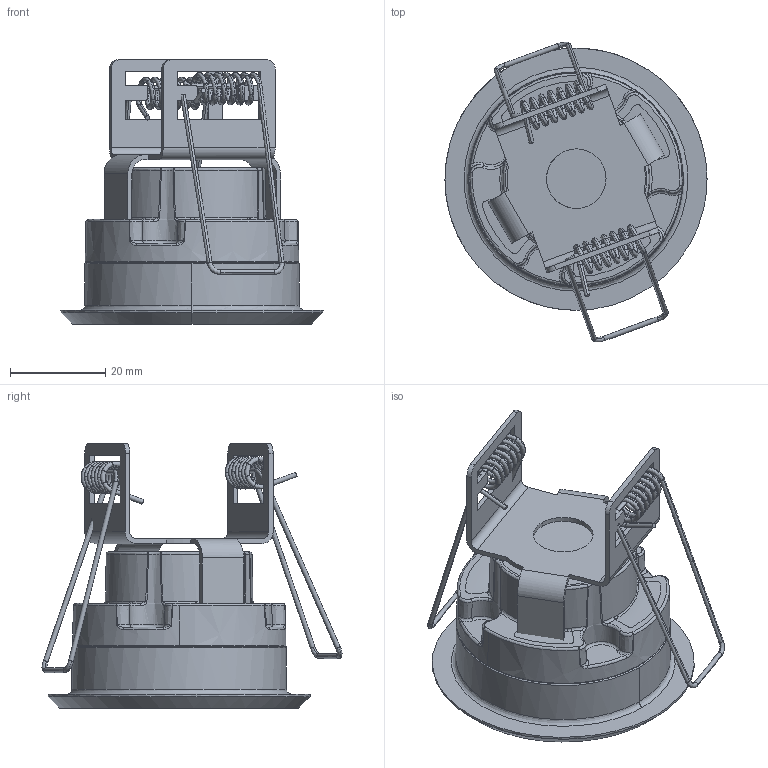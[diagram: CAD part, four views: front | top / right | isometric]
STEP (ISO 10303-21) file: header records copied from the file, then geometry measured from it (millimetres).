
FILE_DESCRIPTION(/* description */ (''),/* implementation_level */ '2;1');
FILE_NAME(/* name */ 'T4200900_EGO 55 DL FLAT TONDO',/* time_stamp */ '2018-02-02T15:35:31+01:00',/* author */ (''),/* organization */ (''),/* preprocessor_version */ 'ST-DEVELOPER v15',/* originating_system */ '',/* authorisation */ '');
FILE_SCHEMA (('CONFIG_CONTROL_DESIGN'));
Length unit declared in the file: millimetre
Products named in the file (1): Document
Bounding box: 55 x 62.96 x 55.59 mm (x, y, z)
Volume: 44242 mm3; surface area: 20003.2 mm2
Topology: 4 solids, 6 shells, 433 faces, 1178 edges, 742 vertices
Faces by surface type: bspline 358, plane 75
Entity records: 30315 total; most frequent: CARTESIAN_POINT 24125, ORIENTED_EDGE 2317, EDGE_CURVE 1166, VERTEX_POINT 742, EDGE_LOOP 444, ADVANCED_FACE 432, FACE_OUTER_BOUND 432, B_SPLINE_CURVE_WITH_KNOTS 310
